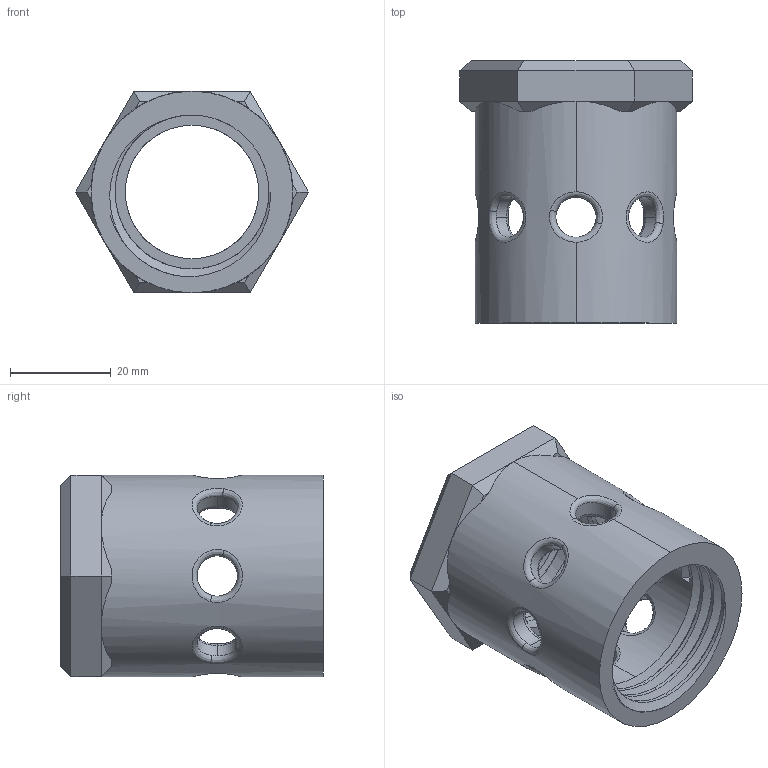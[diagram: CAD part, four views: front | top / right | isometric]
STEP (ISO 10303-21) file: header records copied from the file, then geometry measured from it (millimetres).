
FILE_DESCRIPTION (( 'STEP AP214' ), '1' );
FILE_NAME ('DS40FTop_NoText.STEP', '2025-02-18T22:48:36', ( '' ), ( '' ), 'SwSTEP 2.0', 'SolidWorks 2022', '' );
FILE_SCHEMA (( 'AUTOMOTIVE_DESIGN' ));
Length unit declared in the file: millimetre
Products named in the file (1): DS40FTop_NoText
Bounding box: 46.19 x 52 x 40 mm (x, y, z)
Volume: 28465.2 mm3; surface area: 13974.8 mm2
Topology: 1 solids, 1 shells, 112 faces, 317 edges, 204 vertices
Faces by surface type: bspline 38, cylinder 38, plane 36
Entity records: 11323 total; most frequent: CARTESIAN_POINT 8854, ORIENTED_EDGE 634, DIRECTION 346, EDGE_CURVE 317, VERTEX_POINT 204, EDGE_LOOP 127, AXIS2_PLACEMENT_3D 121, B_SPLINE_CURVE_WITH_KNOTS 115
